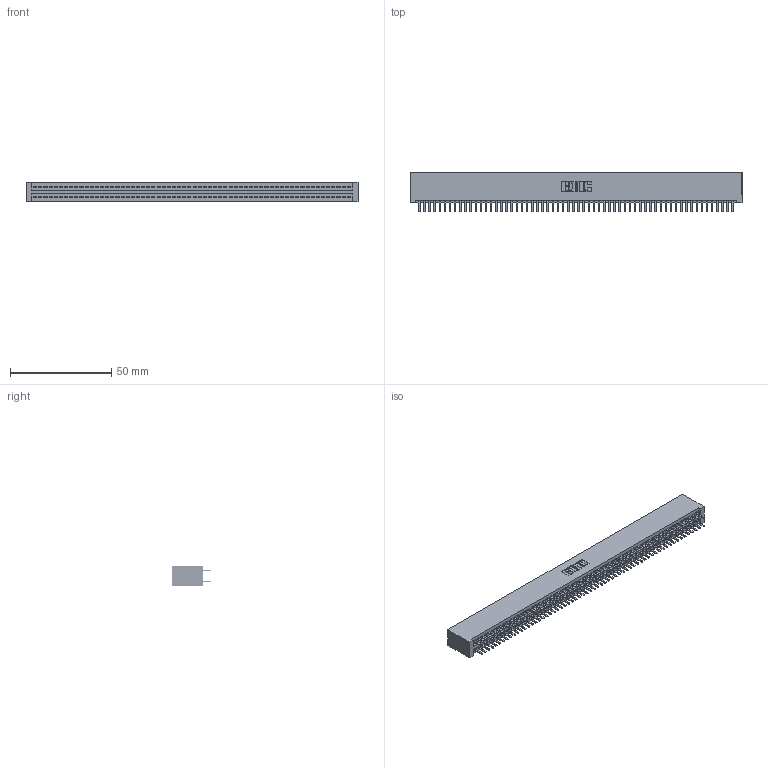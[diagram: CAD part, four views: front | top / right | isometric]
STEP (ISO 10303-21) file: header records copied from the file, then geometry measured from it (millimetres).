
FILE_DESCRIPTION (( 'STEP AP203' ), '1' );
FILE_NAME ('395-124-520-201.STEP', '2018-12-03T21:28:10', ( '' ), ( '' ), 'SwSTEP 2.0', 'SolidWorks 2016', '' );
FILE_SCHEMA (( 'CONFIG_CONTROL_DESIGN' ));
Length unit declared in the file: inch
Products named in the file (3): 345 Part_No Mounting Lugs; 395-124-520-201; 345-292-001_345-293-120
Assembly tree (125 placements, depth 2):
  395-124-520-201
    345 Part_No Mounting Lugs
    345-292-001_345-293-120  x124
Bounding box: 164.08 x 19.68 x 9.4 mm (x, y, z)
Volume: 16686.3 mm3; surface area: 25239.9 mm2
Topology: 125 solids, 125 shells, 6814 faces, 19785 edges, 12858 vertices
Faces by surface type: plane 4416, cylinder 2398
Entity records: 45791 total; most frequent: CARTESIAN_POINT 7668, ORIENTED_EDGE 7590, DIRECTION 6719, EDGE_CURVE 3795, VECTOR 3419, LINE 3419, VERTEX_POINT 2526, AXIS2_PLACEMENT_3D 1650
